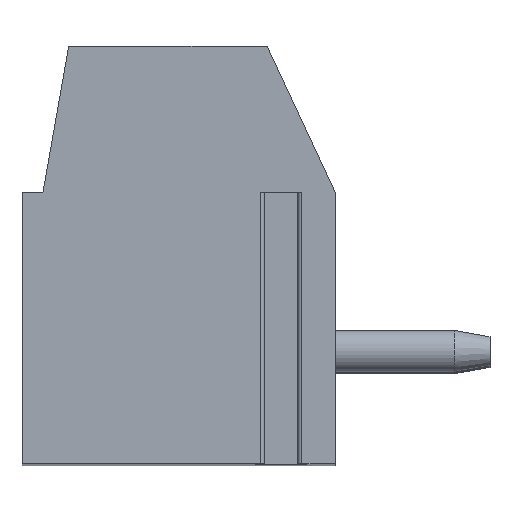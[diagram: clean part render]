
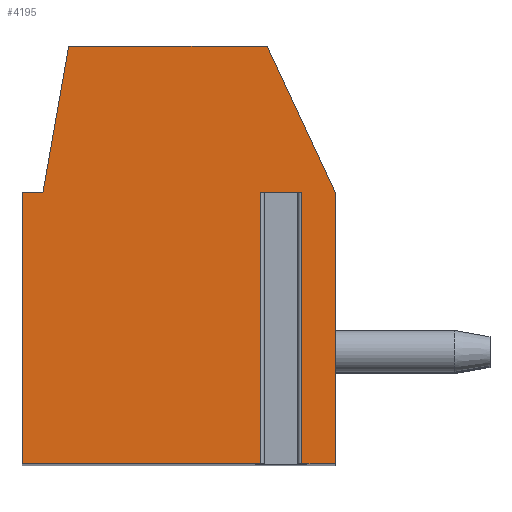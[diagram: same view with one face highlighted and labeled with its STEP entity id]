
A CAD part, top view. The second image highlights one B-rep face of the part: STEP entity #4195.
In plain terms, the highlighted planar face has unit normal (0, 0, 1).
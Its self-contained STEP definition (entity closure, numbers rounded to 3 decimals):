
#161=DIRECTION('',(-1.,0.,0.));
#162=VECTOR('',#161,0.996);
#163=CARTESIAN_POINT('',(2.948,1.5,22.5));
#164=LINE('',#163,#162);
#165=DIRECTION('',(0.,-1.,0.));
#166=VECTOR('',#165,6.5);
#167=CARTESIAN_POINT('',(1.952,1.5,22.5));
#168=LINE('',#167,#166);
#169=DIRECTION('',(1.,0.,0.));
#170=VECTOR('',#169,5.702);
#171=CARTESIAN_POINT('',(-3.75,-5.,22.5));
#172=LINE('',#171,#170);
#173=DIRECTION('',(0.,-1.,0.));
#174=VECTOR('',#173,6.5);
#175=CARTESIAN_POINT('',(-3.75,1.5,22.5));
#176=LINE('',#175,#174);
#177=DIRECTION('',(-1.,0.,0.));
#178=VECTOR('',#177,0.5);
#179=CARTESIAN_POINT('',(-3.25,1.5,22.5));
#180=LINE('',#179,#178);
#181=DIRECTION('',(-0.174,-0.985,0.));
#182=VECTOR('',#181,3.554);
#183=CARTESIAN_POINT('',(-2.633,5.,22.5));
#184=LINE('',#183,#182);
#185=DIRECTION('',(-1.,0.,0.));
#186=VECTOR('',#185,4.751);
#187=CARTESIAN_POINT('',(2.118,5.,22.5));
#188=LINE('',#187,#186);
#189=DIRECTION('',(-0.423,0.906,0.));
#190=VECTOR('',#189,3.862);
#191=CARTESIAN_POINT('',(3.75,1.5,22.5));
#192=LINE('',#191,#190);
#193=DIRECTION('',(0.,1.,0.));
#194=VECTOR('',#193,6.5);
#195=CARTESIAN_POINT('',(3.75,-5.,22.5));
#196=LINE('',#195,#194);
#197=DIRECTION('',(1.,0.,0.));
#198=VECTOR('',#197,0.802);
#199=CARTESIAN_POINT('',(2.948,-5.,22.5));
#200=LINE('',#199,#198);
#201=DIRECTION('',(0.,-1.,0.));
#202=VECTOR('',#201,6.5);
#203=CARTESIAN_POINT('',(2.948,1.5,22.5));
#204=LINE('',#203,#202);
#3199=CARTESIAN_POINT('',(3.75,-5.,22.5));
#3200=CARTESIAN_POINT('',(3.75,1.5,22.5));
#3201=VERTEX_POINT('',#3199);
#3202=VERTEX_POINT('',#3200);
#3203=CARTESIAN_POINT('',(2.118,5.,22.5));
#3204=VERTEX_POINT('',#3203);
#3205=CARTESIAN_POINT('',(-2.633,5.,22.5));
#3206=VERTEX_POINT('',#3205);
#3207=CARTESIAN_POINT('',(-3.25,1.5,22.5));
#3208=VERTEX_POINT('',#3207);
#3209=CARTESIAN_POINT('',(-3.75,1.5,22.5));
#3210=VERTEX_POINT('',#3209);
#3211=CARTESIAN_POINT('',(-3.75,-5.,22.5));
#3212=VERTEX_POINT('',#3211);
#3257=CARTESIAN_POINT('',(2.948,1.5,22.5));
#3258=CARTESIAN_POINT('',(1.952,1.5,22.5));
#3259=VERTEX_POINT('',#3257);
#3260=VERTEX_POINT('',#3258);
#3261=CARTESIAN_POINT('',(2.948,-5.,22.5));
#3262=VERTEX_POINT('',#3261);
#3263=CARTESIAN_POINT('',(1.952,-5.,22.5));
#3264=VERTEX_POINT('',#3263);
#4169=CARTESIAN_POINT('',(0.,0.,22.5));
#4170=DIRECTION('',(0.,0.,1.));
#4171=DIRECTION('',(1.,0.,0.));
#4172=AXIS2_PLACEMENT_3D('',#4169,#4170,#4171);
#4173=PLANE('',#4172);
#4175=ORIENTED_EDGE('',*,*,#4174,.T.);
#4177=ORIENTED_EDGE('',*,*,#4176,.T.);
#4178=ORIENTED_EDGE('',*,*,#4137,.F.);
#4180=ORIENTED_EDGE('',*,*,#4179,.F.);
#4182=ORIENTED_EDGE('',*,*,#4181,.F.);
#4184=ORIENTED_EDGE('',*,*,#4183,.F.);
#4186=ORIENTED_EDGE('',*,*,#4185,.F.);
#4188=ORIENTED_EDGE('',*,*,#4187,.F.);
#4190=ORIENTED_EDGE('',*,*,#4189,.F.);
#4191=ORIENTED_EDGE('',*,*,#4116,.F.);
#4192=ORIENTED_EDGE('',*,*,#4159,.F.);
#4193=EDGE_LOOP('',(#4175,#4177,#4178,#4180,#4182,#4184,#4186,#4188,#4190,#4191,
#4192));
#4194=FACE_OUTER_BOUND('',#4193,.F.);
#4116=EDGE_CURVE('',#3262,#3201,#200,.T.);
#4137=EDGE_CURVE('',#3212,#3264,#172,.T.);
#4159=EDGE_CURVE('',#3259,#3262,#204,.T.);
#4174=EDGE_CURVE('',#3259,#3260,#164,.T.);
#4176=EDGE_CURVE('',#3260,#3264,#168,.T.);
#4179=EDGE_CURVE('',#3210,#3212,#176,.T.);
#4181=EDGE_CURVE('',#3208,#3210,#180,.T.);
#4183=EDGE_CURVE('',#3206,#3208,#184,.T.);
#4185=EDGE_CURVE('',#3204,#3206,#188,.T.);
#4187=EDGE_CURVE('',#3202,#3204,#192,.T.);
#4189=EDGE_CURVE('',#3201,#3202,#196,.T.);
#4195=ADVANCED_FACE('',(#4194),#4173,.T.);
